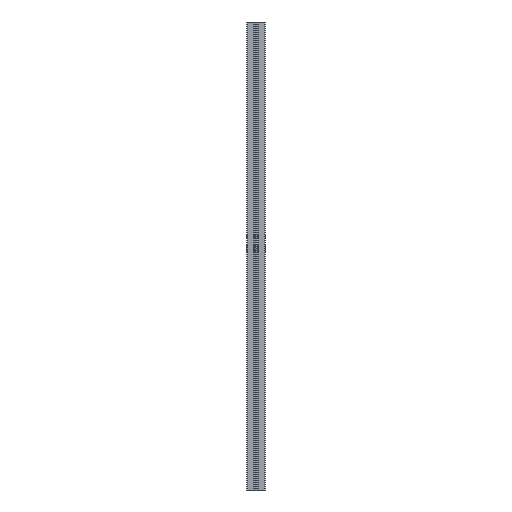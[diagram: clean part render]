
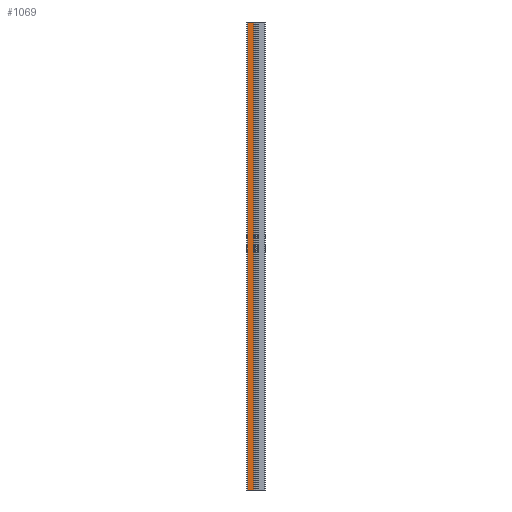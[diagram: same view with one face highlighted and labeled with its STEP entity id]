
A CAD part, left-side view. The second image highlights one B-rep face of the part: STEP entity #1069.
In plain terms, the highlighted planar face has unit normal (-1, 0, 0).
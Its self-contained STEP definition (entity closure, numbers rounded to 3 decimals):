
#69 = LINE ( 'NONE', #1428, #807 ) ;
#394 = VERTEX_POINT ( 'NONE', #1263 ) ;
#445 = VERTEX_POINT ( 'NONE', #660 ) ;
#447 = VECTOR ( 'NONE', #3071, 1000. ) ;
#524 = CARTESIAN_POINT ( 'NONE',  ( -20., 18., 1000. ) ) ;
#622 = CARTESIAN_POINT ( 'NONE',  ( -20., 18., 0. ) ) ;
#660 = CARTESIAN_POINT ( 'NONE',  ( -20., 18., 1000. ) ) ;
#699 = LINE ( 'NONE', #3349, #2241 ) ;
#807 = VECTOR ( 'NONE', #1739, 1000. ) ;
#837 = VERTEX_POINT ( 'NONE', #3806 ) ;
#981 = CARTESIAN_POINT ( 'NONE',  ( -20., 18., 1000. ) ) ;
#1069 = ADVANCED_FACE ( 'NONE', ( #2633 ), #1603, .F. ) ;
#1263 = CARTESIAN_POINT ( 'NONE',  ( -20., 4.7, 0. ) ) ;
#1309 = DIRECTION ( 'NONE',  ( 0., 0., -1. ) ) ;
#1428 = CARTESIAN_POINT ( 'NONE',  ( -20., 4.7, 1000. ) ) ;
#1443 = EDGE_CURVE ( 'NONE', #445, #837, #3202, .T. ) ;
#1539 = EDGE_CURVE ( 'NONE', #2546, #394, #3830, .T. ) ;
#1603 = PLANE ( 'NONE',  #2729 ) ;
#1710 = ORIENTED_EDGE ( 'NONE', *, *, #2877, .F. ) ;
#1739 = DIRECTION ( 'NONE',  ( 0., 0., -1. ) ) ;
#1790 = DIRECTION ( 'NONE',  ( 0., -1., 0. ) ) ;
#1797 = ORIENTED_EDGE ( 'NONE', *, *, #2452, .T. ) ;
#2241 = VECTOR ( 'NONE', #3670, 1000. ) ;
#2387 = VECTOR ( 'NONE', #1790, 1000. ) ;
#2452 = EDGE_CURVE ( 'NONE', #445, #2546, #699, .T. ) ;
#2546 = VERTEX_POINT ( 'NONE', #622 ) ;
#2609 = ORIENTED_EDGE ( 'NONE', *, *, #1539, .T. ) ;
#2633 = FACE_OUTER_BOUND ( 'NONE', #3333, .T. ) ;
#2729 = AXIS2_PLACEMENT_3D ( 'NONE', #981, #3135, #1309 ) ;
#2753 = CARTESIAN_POINT ( 'NONE',  ( -20., 18., 0. ) ) ;
#2832 = ORIENTED_EDGE ( 'NONE', *, *, #1443, .F. ) ;
#2877 = EDGE_CURVE ( 'NONE', #837, #394, #69, .T. ) ;
#3071 = DIRECTION ( 'NONE',  ( 0., -1., 0. ) ) ;
#3135 = DIRECTION ( 'NONE',  ( 1., 0., 0. ) ) ;
#3202 = LINE ( 'NONE', #524, #2387 ) ;
#3333 = EDGE_LOOP ( 'NONE', ( #2609, #1710, #2832, #1797 ) ) ;
#3349 = CARTESIAN_POINT ( 'NONE',  ( -20., 18., 1000. ) ) ;
#3670 = DIRECTION ( 'NONE',  ( 0., 0., -1. ) ) ;
#3806 = CARTESIAN_POINT ( 'NONE',  ( -20., 4.7, 1000. ) ) ;
#3830 = LINE ( 'NONE', #2753, #447 ) ;
